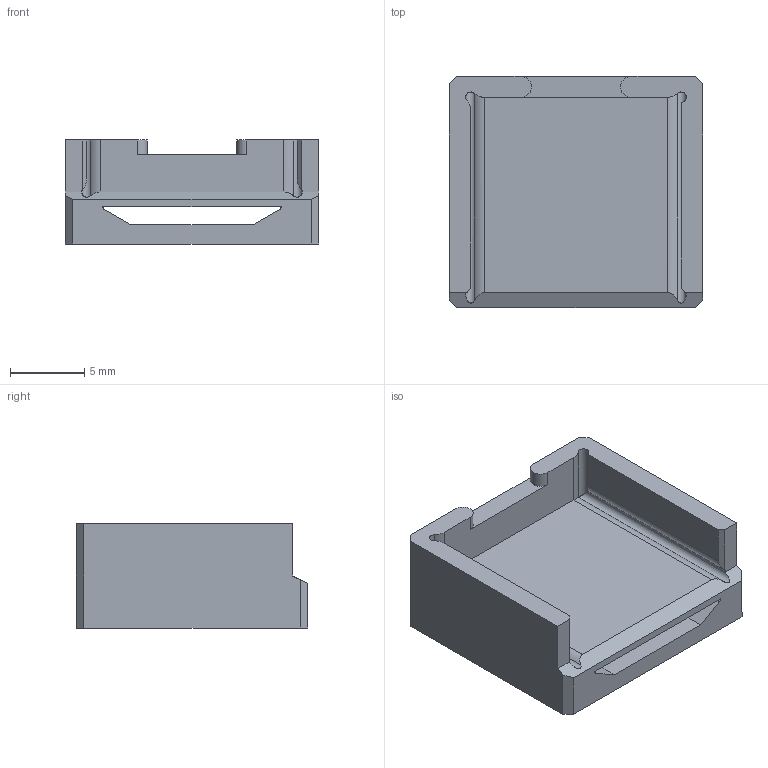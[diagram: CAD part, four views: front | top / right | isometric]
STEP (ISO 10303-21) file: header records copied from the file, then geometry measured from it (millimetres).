
FILE_DESCRIPTION(/* description */ (''),/* implementation_level */ '2;1');
FILE_NAME(/* name */ 'C_BackPlate_v03.stp',/* time_stamp */ '2022-12-04T08:01:00+01:00',/* author */ ('Timo Raab'),/* organization */ ('AG Schmidt-Mende Universität Konstanz'),/* preprocessor_version */ 'ST-DEVELOPER v19.2',/* originating_system */ 'Autodesk Inventor 2023',/* authorisation */ '');
FILE_SCHEMA (('AUTOMOTIVE_DESIGN { 1 0 10303 214 3 1 1 }'));
Length unit declared in the file: millimetre
Products named in the file (1): C_BackPlate_v03
Bounding box: 17.05 x 15.55 x 7 mm (x, y, z)
Volume: 921.8 mm3; surface area: 1440.9 mm2
Topology: 1 solids, 1 shells, 90 faces, 253 edges, 166 vertices
Faces by surface type: plane 39, bspline 35, cylinder 15, sphere 1
Entity records: 3192 total; most frequent: CARTESIAN_POINT 1036, ORIENTED_EDGE 504, DIRECTION 328, EDGE_CURVE 252, VERTEX_POINT 166, LINE 150, VECTOR 150, EDGE_LOOP 94
